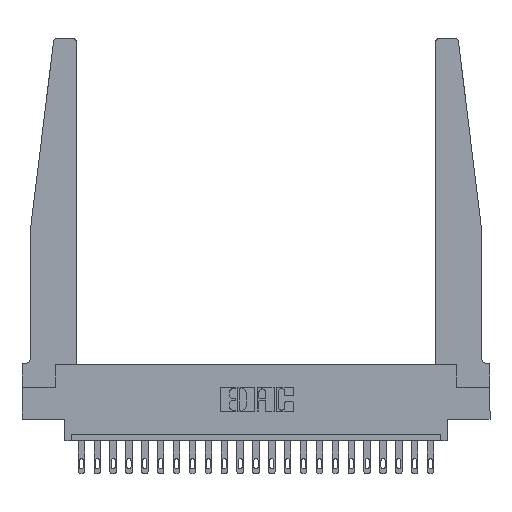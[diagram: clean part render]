
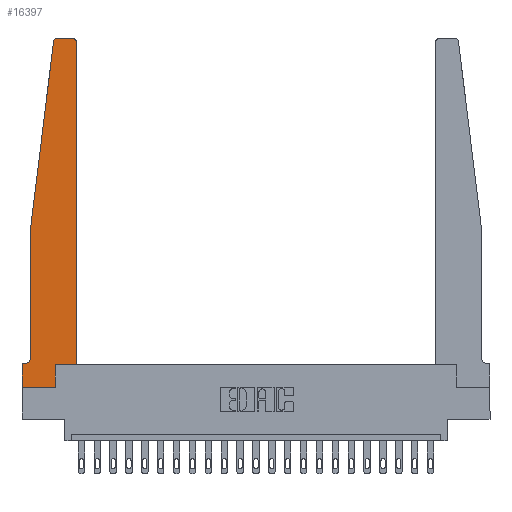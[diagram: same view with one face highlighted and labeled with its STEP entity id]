
A CAD part, top view. The second image highlights one B-rep face of the part: STEP entity #16397.
In plain terms, the highlighted planar face has unit normal (0, 0, 1).
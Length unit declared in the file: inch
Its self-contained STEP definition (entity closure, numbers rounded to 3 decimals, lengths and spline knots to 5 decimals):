
#325 = EDGE_CURVE ( 'NONE', #15896, #21938, #8604, .T. ) ;
#355 = CARTESIAN_POINT ( 'NONE',  ( 0.25, 2.75, 0.37 ) ) ;
#563 = CARTESIAN_POINT ( 'NONE',  ( 0.24675, 2.72367, 0.37 ) ) ;
#745 = LINE ( 'NONE', #9136, #12756 ) ;
#822 = VERTEX_POINT ( 'NONE', #15789 ) ;
#894 = DIRECTION ( 'NONE',  ( 1., 0., 0. ) ) ;
#1082 = EDGE_CURVE ( 'NONE', #822, #18946, #11253, .T. ) ;
#1521 = ORIENTED_EDGE ( 'NONE', *, *, #2025, .T. ) ;
#1785 = DIRECTION ( 'NONE',  ( 0., 0., 1. ) ) ;
#1906 = DIRECTION ( 'NONE',  ( 0., 0., 1. ) ) ;
#2025 = EDGE_CURVE ( 'NONE', #19119, #18005, #21647, .T. ) ;
#2035 = DIRECTION ( 'NONE',  ( -1., 0., 0. ) ) ;
#2309 = CARTESIAN_POINT ( 'NONE',  ( 0.015, 0.2375, 0.37 ) ) ;
#2409 = CARTESIAN_POINT ( 'NONE',  ( 0.065, 0.1875, 0.37 ) ) ;
#2537 = CARTESIAN_POINT ( 'NONE',  ( 0.065, 0.2375, 0.37 ) ) ;
#2722 = CARTESIAN_POINT ( 'NONE',  ( 0., 0., 0.37 ) ) ;
#2736 = ORIENTED_EDGE ( 'NONE', *, *, #13306, .T. ) ;
#3110 = CARTESIAN_POINT ( 'NONE',  ( 0.2605, 0.18, 0.37 ) ) ;
#3278 = VERTEX_POINT ( 'NONE', #9651 ) ;
#3491 = VERTEX_POINT ( 'NONE', #563 ) ;
#3696 = EDGE_CURVE ( 'NONE', #3278, #3491, #21709, .T. ) ;
#3902 = FACE_OUTER_BOUND ( 'NONE', #9294, .T. ) ;
#4270 = LINE ( 'NONE', #16116, #14496 ) ;
#4331 = CARTESIAN_POINT ( 'NONE',  ( 0.425, 0.18, 0.37 ) ) ;
#4640 = CARTESIAN_POINT ( 'NONE',  ( 0., 0., 0.37 ) ) ;
#4855 = AXIS2_PLACEMENT_3D ( 'NONE', #2309, #17601, #17383 ) ;
#5164 = AXIS2_PLACEMENT_3D ( 'NONE', #8860, #1906, #6944 ) ;
#5469 = CARTESIAN_POINT ( 'NONE',  ( 0., 0.1875, 0.37 ) ) ;
#5626 = EDGE_CURVE ( 'NONE', #20917, #822, #745, .T. ) ;
#6805 = CARTESIAN_POINT ( 'NONE',  ( 0.2605, 0.18, 0.37 ) ) ;
#6944 = DIRECTION ( 'NONE',  ( 1., 0., 0. ) ) ;
#6963 = CARTESIAN_POINT ( 'NONE',  ( 0.425, 0.18, 0.37 ) ) ;
#7080 = ORIENTED_EDGE ( 'NONE', *, *, #3696, .T. ) ;
#7900 = CARTESIAN_POINT ( 'NONE',  ( 0.015, 0.1875, 0.37 ) ) ;
#8035 = CARTESIAN_POINT ( 'NONE',  ( 0.395, 2.75, 0.37 ) ) ;
#8161 = AXIS2_PLACEMENT_3D ( 'NONE', #14644, #21670, #894 ) ;
#8241 = ORIENTED_EDGE ( 'NONE', *, *, #5626, .T. ) ;
#8604 = LINE ( 'NONE', #3110, #14439 ) ;
#8840 = LINE ( 'NONE', #15637, #13795 ) ;
#8860 = CARTESIAN_POINT ( 'NONE',  ( 0.395, 2.72, 0.37 ) ) ;
#9136 = CARTESIAN_POINT ( 'NONE',  ( 0.425, 0.18, 0.37 ) ) ;
#9215 = ORIENTED_EDGE ( 'NONE', *, *, #12348, .T. ) ;
#9294 = EDGE_LOOP ( 'NONE', ( #13479, #7080, #2736, #18165, #1521, #14458, #14610, #12545, #16067, #9215, #8241, #15105 ) ) ;
#9422 = DIRECTION ( 'NONE',  ( 1., 0., 0. ) ) ;
#9651 = CARTESIAN_POINT ( 'NONE',  ( 0.27653, 2.75, 0.37 ) ) ;
#9661 = VECTOR ( 'NONE', #16044, 39.37008 ) ;
#9979 = VERTEX_POINT ( 'NONE', #20714 ) ;
#10380 = DIRECTION ( 'NONE',  ( 0., 1., 0. ) ) ;
#10495 = VECTOR ( 'NONE', #2035, 39.37008 ) ;
#10886 = VECTOR ( 'NONE', #11149, 39.37008 ) ;
#11149 = DIRECTION ( 'NONE',  ( 1., 0., 0. ) ) ;
#11253 = CIRCLE ( 'NONE', #5164, 0.03 ) ;
#11425 = EDGE_CURVE ( 'NONE', #18946, #3278, #19107, .T. ) ;
#11952 = DIRECTION ( 'NONE',  ( 0., -1., 0. ) ) ;
#12004 = AXIS2_PLACEMENT_3D ( 'NONE', #5469, #1785, #15424 ) ;
#12348 = EDGE_CURVE ( 'NONE', #21938, #20917, #12705, .T. ) ;
#12545 = ORIENTED_EDGE ( 'NONE', *, *, #15002, .T. ) ;
#12705 = LINE ( 'NONE', #4331, #10886 ) ;
#12756 = VECTOR ( 'NONE', #21196, 39.37008 ) ;
#12853 = CARTESIAN_POINT ( 'NONE',  ( 0.065, 1.25, 0.37 ) ) ;
#13306 = EDGE_CURVE ( 'NONE', #3491, #14541, #21349, .T. ) ;
#13479 = ORIENTED_EDGE ( 'NONE', *, *, #11425, .T. ) ;
#13665 = CARTESIAN_POINT ( 'NONE',  ( 0.2605, 0., 0.37 ) ) ;
#13795 = VECTOR ( 'NONE', #11952, 39.37008 ) ;
#14078 = EDGE_CURVE ( 'NONE', #9979, #18417, #18033, .T. ) ;
#14424 = DIRECTION ( 'NONE',  ( -0.122, -0.992, 0. ) ) ;
#14439 = VECTOR ( 'NONE', #10380, 39.37008 ) ;
#14458 = ORIENTED_EDGE ( 'NONE', *, *, #20732, .T. ) ;
#14496 = VECTOR ( 'NONE', #9422, 39.37008 ) ;
#14541 = VERTEX_POINT ( 'NONE', #19707 ) ;
#14610 = ORIENTED_EDGE ( 'NONE', *, *, #14078, .T. ) ;
#14644 = CARTESIAN_POINT ( 'NONE',  ( 0.27653, 2.72, 0.37 ) ) ;
#15002 = EDGE_CURVE ( 'NONE', #18417, #15896, #4270, .T. ) ;
#15105 = ORIENTED_EDGE ( 'NONE', *, *, #1082, .T. ) ;
#15424 = DIRECTION ( 'NONE',  ( 1., 0., 0. ) ) ;
#15637 = CARTESIAN_POINT ( 'NONE',  ( 0.065, 1.25, 0.37 ) ) ;
#15789 = CARTESIAN_POINT ( 'NONE',  ( 0.425, 2.72, 0.37 ) ) ;
#15896 = VERTEX_POINT ( 'NONE', #13665 ) ;
#16044 = DIRECTION ( 'NONE',  ( -1., 0., 0. ) ) ;
#16056 = DIRECTION ( 'NONE',  ( 0., -1., 0. ) ) ;
#16067 = ORIENTED_EDGE ( 'NONE', *, *, #325, .T. ) ;
#16116 = CARTESIAN_POINT ( 'NONE',  ( 0., 0., 0.37 ) ) ;
#16365 = EDGE_CURVE ( 'NONE', #14541, #19119, #8840, .T. ) ;
#16397 = ADVANCED_FACE ( 'NONE', ( #3902 ), #17089, .T. ) ;
#17089 = PLANE ( 'NONE',  #12004 ) ;
#17383 = DIRECTION ( 'NONE',  ( -1., 0., 0. ) ) ;
#17601 = DIRECTION ( 'NONE',  ( 0., 0., -1. ) ) ;
#18005 = VERTEX_POINT ( 'NONE', #7900 ) ;
#18033 = LINE ( 'NONE', #4640, #19842 ) ;
#18165 = ORIENTED_EDGE ( 'NONE', *, *, #16365, .T. ) ;
#18417 = VERTEX_POINT ( 'NONE', #2722 ) ;
#18946 = VERTEX_POINT ( 'NONE', #8035 ) ;
#19107 = LINE ( 'NONE', #355, #10495 ) ;
#19119 = VERTEX_POINT ( 'NONE', #2537 ) ;
#19707 = CARTESIAN_POINT ( 'NONE',  ( 0.065, 1.25, 0.37 ) ) ;
#19842 = VECTOR ( 'NONE', #16056, 39.37008 ) ;
#20177 = VECTOR ( 'NONE', #14424, 39.37008 ) ;
#20714 = CARTESIAN_POINT ( 'NONE',  ( 0., 0.1875, 0.37 ) ) ;
#20732 = EDGE_CURVE ( 'NONE', #18005, #9979, #21189, .T. ) ;
#20917 = VERTEX_POINT ( 'NONE', #6963 ) ;
#21189 = LINE ( 'NONE', #2409, #9661 ) ;
#21196 = DIRECTION ( 'NONE',  ( 0., 1., 0. ) ) ;
#21349 = LINE ( 'NONE', #12853, #20177 ) ;
#21647 = CIRCLE ( 'NONE', #4855, 0.05 ) ;
#21670 = DIRECTION ( 'NONE',  ( 0., 0., 1. ) ) ;
#21709 = CIRCLE ( 'NONE', #8161, 0.03 ) ;
#21938 = VERTEX_POINT ( 'NONE', #6805 ) ;
